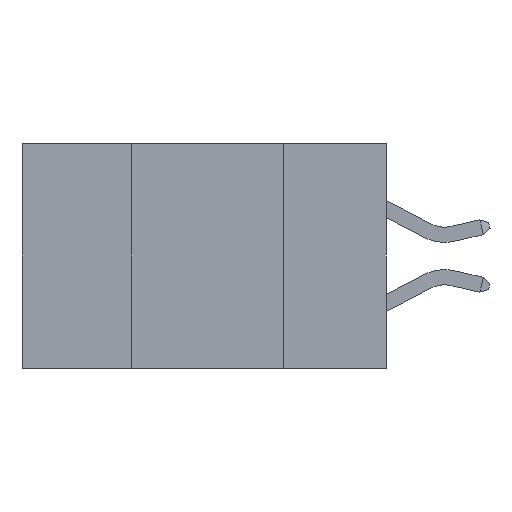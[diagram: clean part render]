
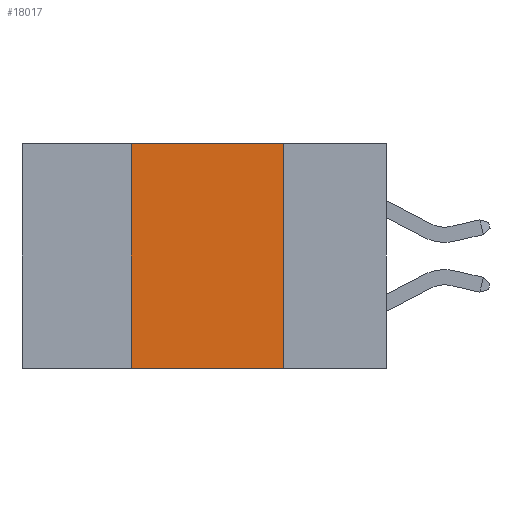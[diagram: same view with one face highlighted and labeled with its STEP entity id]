
A CAD part, left-side view. The second image highlights one B-rep face of the part: STEP entity #18017.
In plain terms, the highlighted planar face has unit normal (-1, 0, 0).
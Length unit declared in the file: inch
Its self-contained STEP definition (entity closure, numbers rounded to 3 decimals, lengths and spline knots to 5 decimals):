
#699 = CARTESIAN_POINT ( 'NONE',  ( 0., 0.17, -0.37 ) ) ;
#1717 = CARTESIAN_POINT ( 'NONE',  ( 0., 0.17, 0. ) ) ;
#1826 = DIRECTION ( 'NONE',  ( 0., -1., 0. ) ) ;
#2149 = EDGE_CURVE ( 'NONE', #19005, #4073, #11847, .T. ) ;
#4073 = VERTEX_POINT ( 'NONE', #6566 ) ;
#4380 = VECTOR ( 'NONE', #9555, 39.37008 ) ;
#4915 = VECTOR ( 'NONE', #23492, 39.37008 ) ;
#6464 = CARTESIAN_POINT ( 'NONE',  ( 0., 0.42, -0.37 ) ) ;
#6566 = CARTESIAN_POINT ( 'NONE',  ( 0., 0.17, -0.37 ) ) ;
#8279 = LINE ( 'NONE', #23744, #4915 ) ;
#9301 = CARTESIAN_POINT ( 'NONE',  ( 0., 0.6, -0.37 ) ) ;
#9555 = DIRECTION ( 'NONE',  ( 0., -1., 0. ) ) ;
#10764 = EDGE_CURVE ( 'NONE', #18413, #19091, #8279, .T. ) ;
#11847 = LINE ( 'NONE', #699, #24940 ) ;
#13284 = ORIENTED_EDGE ( 'NONE', *, *, #2149, .F. ) ;
#14047 = ORIENTED_EDGE ( 'NONE', *, *, #16198, .F. ) ;
#15102 = CARTESIAN_POINT ( 'NONE',  ( 0., 0.6, 0. ) ) ;
#15257 = CARTESIAN_POINT ( 'NONE',  ( 0., 0.6, 0. ) ) ;
#16198 = EDGE_CURVE ( 'NONE', #19091, #19005, #18915, .T. ) ;
#16997 = DIRECTION ( 'NONE',  ( 0., 0., -1. ) ) ;
#17283 = LINE ( 'NONE', #9301, #4380 ) ;
#17978 = AXIS2_PLACEMENT_3D ( 'NONE', #15102, #18763, #16997 ) ;
#18017 = ADVANCED_FACE ( 'NONE', ( #24464 ), #19255, .F. ) ;
#18413 = VERTEX_POINT ( 'NONE', #6464 ) ;
#18763 = DIRECTION ( 'NONE',  ( 1., 0., 0. ) ) ;
#18786 = ORIENTED_EDGE ( 'NONE', *, *, #23904, .T. ) ;
#18915 = LINE ( 'NONE', #15257, #24004 ) ;
#19005 = VERTEX_POINT ( 'NONE', #1717 ) ;
#19091 = VERTEX_POINT ( 'NONE', #23728 ) ;
#19255 = PLANE ( 'NONE',  #17978 ) ;
#19652 = ORIENTED_EDGE ( 'NONE', *, *, #10764, .F. ) ;
#19733 = EDGE_LOOP ( 'NONE', ( #13284, #14047, #19652, #18786 ) ) ;
#23492 = DIRECTION ( 'NONE',  ( 0., 0., 1. ) ) ;
#23728 = CARTESIAN_POINT ( 'NONE',  ( 0., 0.42, 0. ) ) ;
#23735 = DIRECTION ( 'NONE',  ( 0., 0., -1. ) ) ;
#23744 = CARTESIAN_POINT ( 'NONE',  ( 0., 0.42, -0.37 ) ) ;
#23904 = EDGE_CURVE ( 'NONE', #18413, #4073, #17283, .T. ) ;
#24004 = VECTOR ( 'NONE', #1826, 39.37008 ) ;
#24464 = FACE_OUTER_BOUND ( 'NONE', #19733, .T. ) ;
#24940 = VECTOR ( 'NONE', #23735, 39.37008 ) ;
